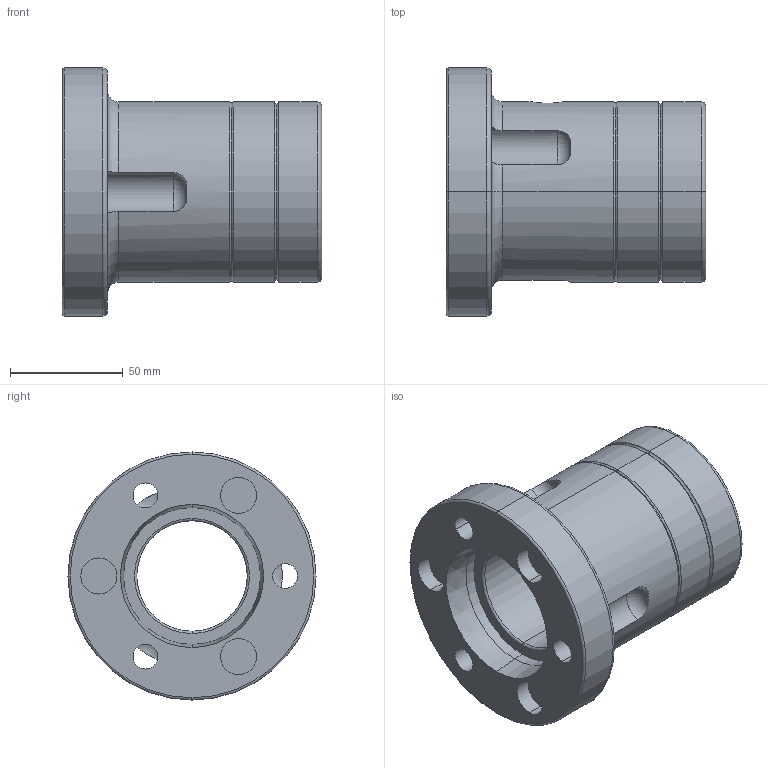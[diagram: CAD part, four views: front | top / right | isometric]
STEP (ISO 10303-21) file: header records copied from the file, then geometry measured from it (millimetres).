
FILE_DESCRIPTION (( 'STEP AP214' ), '1' );
FILE_NAME ('LX36-A4(D49X115+M44X2)芠標釱.STEP', '2024-12-17T05:25:04', ( 'Microsoft' ), ( 'Microsoft' ), 'SwSTEP 2.0', 'SolidWorks 2018', '' );
FILE_SCHEMA (( 'AUTOMOTIVE_DESIGN' ));
Length unit declared in the file: millimetre
Products named in the file (1): LX36-A4(D49X115+M44X2)芠標釱
Bounding box: 115 x 110 x 110 mm (x, y, z)
Volume: 399026.4 mm3; surface area: 67674.6 mm2
Topology: 1 solids, 1 shells, 78 faces, 179 edges, 109 vertices
Faces by surface type: cylinder 36, torus 23, plane 11, cone 8
Entity records: 2651 total; most frequent: CARTESIAN_POINT 777, DIRECTION 428, ORIENTED_EDGE 358, AXIS2_PLACEMENT_3D 189, EDGE_CURVE 179, CIRCLE 110, VERTEX_POINT 109, EDGE_LOOP 94
